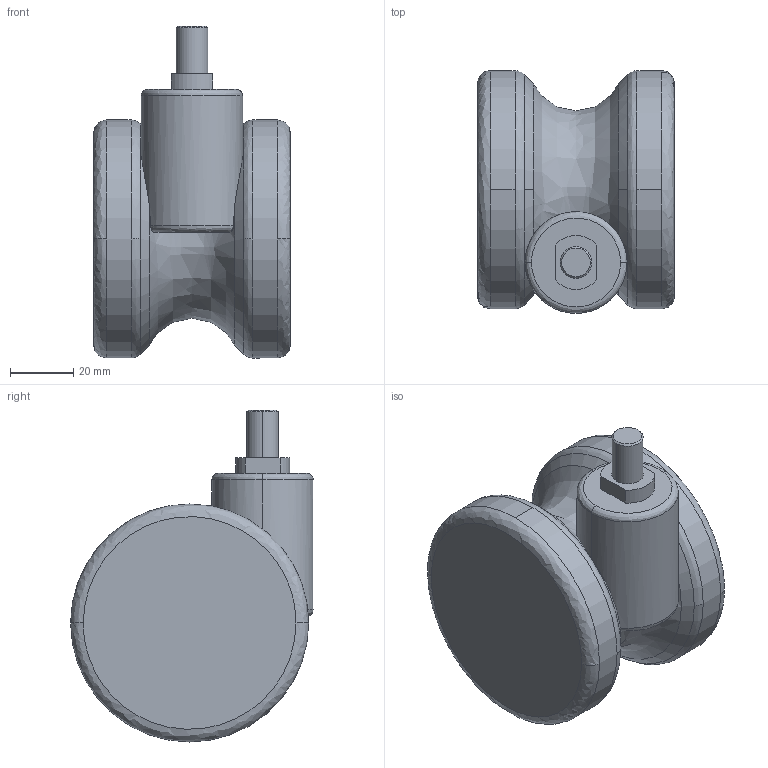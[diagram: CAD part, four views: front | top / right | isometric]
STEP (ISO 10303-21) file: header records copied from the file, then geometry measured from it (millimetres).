
FILE_DESCRIPTION (( 'STEP AP203' ), '1' );
FILE_NAME ('402259801_c_1.STEP', '2023-04-28T04:31:41', ( '' ), ( '' ), 'SwSTEP 2.0', 'SolidWorks 2014', '' );
FILE_SCHEMA (( 'CONFIG_CONTROL_DESIGN' ));
Length unit declared in the file: millimetre
Products named in the file (1): 402259801_c_1
Bounding box: 62 x 76.5 x 104.6 mm (x, y, z)
Volume: 241997.5 mm3; surface area: 26101.6 mm2
Topology: 1 solids, 1 shells, 37 faces, 96 edges, 63 vertices
Faces by surface type: bspline 13, cylinder 10, plane 8, cone 6
Entity records: 1534 total; most frequent: CARTESIAN_POINT 588, ORIENTED_EDGE 192, DIRECTION 184, EDGE_CURVE 96, AXIS2_PLACEMENT_3D 81, VERTEX_POINT 63, CIRCLE 56, EDGE_LOOP 39
